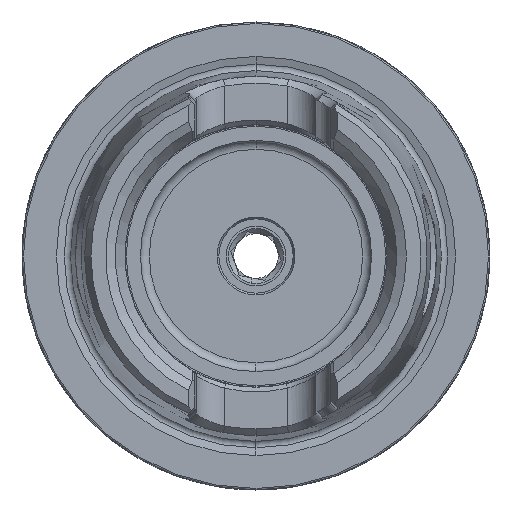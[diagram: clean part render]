
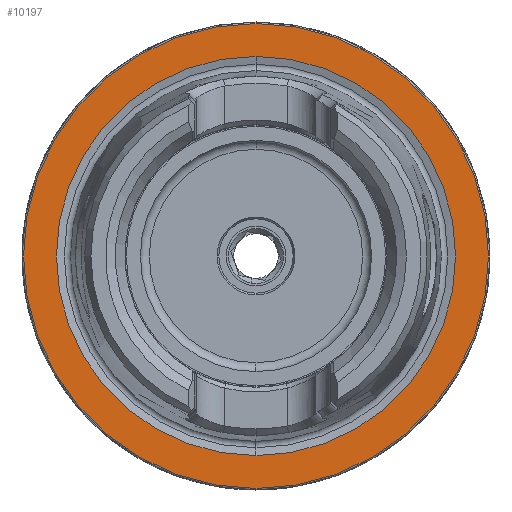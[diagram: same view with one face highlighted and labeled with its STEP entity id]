
A CAD part, left-side view. The second image highlights one B-rep face of the part: STEP entity #10197.
In plain terms, the highlighted planar face has unit normal (-1, 0, 0).
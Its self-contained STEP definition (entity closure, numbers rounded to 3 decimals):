
#208 = CARTESIAN_POINT ( 'NONE',  ( 0., 0., 0. ) ) ;
#853 = CARTESIAN_POINT ( 'NONE',  ( 0., 31.275, 0. ) ) ;
#1061 = AXIS2_PLACEMENT_3D ( 'NONE', #853, #2591, #8648 ) ;
#1073 = DIRECTION ( 'NONE',  ( 0., 0., 1. ) ) ;
#1138 = CARTESIAN_POINT ( 'NONE',  ( 0., 0., -31.275 ) ) ;
#1194 = VERTEX_POINT ( 'NONE', #10033 ) ;
#2427 = VERTEX_POINT ( 'NONE', #1138 ) ;
#2440 = CIRCLE ( 'NONE', #5498, 26.85 ) ;
#2591 = DIRECTION ( 'NONE',  ( 1., 0., 0. ) ) ;
#2606 = CARTESIAN_POINT ( 'NONE',  ( 0., 0., 0. ) ) ;
#3510 = DIRECTION ( 'NONE',  ( 0., 0., 1. ) ) ;
#3822 = CARTESIAN_POINT ( 'NONE',  ( 0., 0., 0. ) ) ;
#3832 = CARTESIAN_POINT ( 'NONE',  ( 0., 0., 0. ) ) ;
#3881 = EDGE_CURVE ( 'NONE', #1194, #10626, #10277, .T. ) ;
#4413 = ORIENTED_EDGE ( 'NONE', *, *, #9283, .T. ) ;
#4619 = VERTEX_POINT ( 'NONE', #6557 ) ;
#4648 = DIRECTION ( 'NONE',  ( 0., 0., 1. ) ) ;
#4659 = DIRECTION ( 'NONE',  ( 0., 0., 1. ) ) ;
#5208 = CARTESIAN_POINT ( 'NONE',  ( 0., 0., 26.85 ) ) ;
#5498 = AXIS2_PLACEMENT_3D ( 'NONE', #208, #6285, #1073 ) ;
#5519 = ORIENTED_EDGE ( 'NONE', *, *, #10741, .F. ) ;
#6207 = ORIENTED_EDGE ( 'NONE', *, *, #7326, .T. ) ;
#6285 = DIRECTION ( 'NONE',  ( -1., 0., 0. ) ) ;
#6557 = CARTESIAN_POINT ( 'NONE',  ( 0., 0., 31.275 ) ) ;
#6589 = EDGE_LOOP ( 'NONE', ( #4413, #6207 ) ) ;
#7089 = AXIS2_PLACEMENT_3D ( 'NONE', #2606, #8665, #3510 ) ;
#7275 = EDGE_LOOP ( 'NONE', ( #5519, #7840 ) ) ;
#7326 = EDGE_CURVE ( 'NONE', #2427, #4619, #7806, .T. ) ;
#7750 = PLANE ( 'NONE',  #1061 ) ;
#7752 = FACE_OUTER_BOUND ( 'NONE', #6589, .T. ) ;
#7806 = CIRCLE ( 'NONE', #7089, 31.275 ) ;
#7840 = ORIENTED_EDGE ( 'NONE', *, *, #3881, .F. ) ;
#8648 = DIRECTION ( 'NONE',  ( 0., 0., -1. ) ) ;
#8665 = DIRECTION ( 'NONE',  ( -1., 0., 0. ) ) ;
#9107 = AXIS2_PLACEMENT_3D ( 'NONE', #3822, #9809, #4648 ) ;
#9194 = FACE_BOUND ( 'NONE', #7275, .T. ) ;
#9283 = EDGE_CURVE ( 'NONE', #4619, #2427, #10958, .T. ) ;
#9660 = AXIS2_PLACEMENT_3D ( 'NONE', #3832, #9826, #4659 ) ;
#9809 = DIRECTION ( 'NONE',  ( -1., 0., 0. ) ) ;
#9826 = DIRECTION ( 'NONE',  ( -1., 0., 0. ) ) ;
#10033 = CARTESIAN_POINT ( 'NONE',  ( 0., 0., -26.85 ) ) ;
#10197 = ADVANCED_FACE ( 'NONE', ( #9194, #7752 ), #7750, .F. ) ;
#10277 = CIRCLE ( 'NONE', #9107, 26.85 ) ;
#10626 = VERTEX_POINT ( 'NONE', #5208 ) ;
#10741 = EDGE_CURVE ( 'NONE', #10626, #1194, #2440, .T. ) ;
#10958 = CIRCLE ( 'NONE', #9660, 31.275 ) ;
